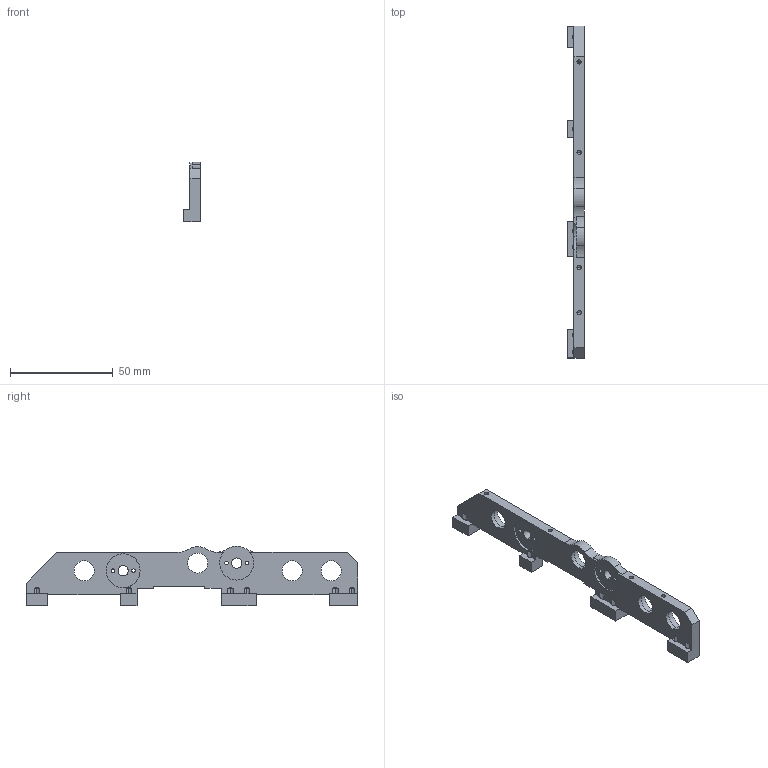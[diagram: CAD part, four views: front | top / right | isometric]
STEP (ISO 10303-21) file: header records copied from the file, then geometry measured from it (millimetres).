
FILE_DESCRIPTION (( 'STEP AP203' ), '1' );
FILE_NAME ('screw keel bearing holder A.STEP', '2019-08-01T11:10:26', ( '' ), ( '' ), 'SwSTEP 2.0', 'SolidWorks 2018', '' );
FILE_SCHEMA (( 'CONFIG_CONTROL_DESIGN' ));
Length unit declared in the file: millimetre
Products named in the file (1): screw keel bearing holder A
Bounding box: 8 x 161.5 x 29.02 mm (x, y, z)
Volume: 14766.9 mm3; surface area: 10124 mm2
Topology: 1 solids, 1 shells, 138 faces, 414 edges, 261 vertices
Faces by surface type: cylinder 72, plane 46, cone 20
Entity records: 4765 total; most frequent: CARTESIAN_POINT 878, DIRECTION 824, ORIENTED_EDGE 788, EDGE_CURVE 394, AXIS2_PLACEMENT_3D 305, VERTEX_POINT 261, LINE 214, VECTOR 214
